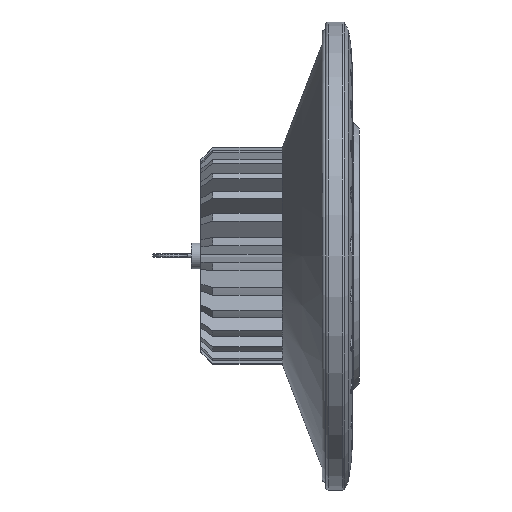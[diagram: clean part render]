
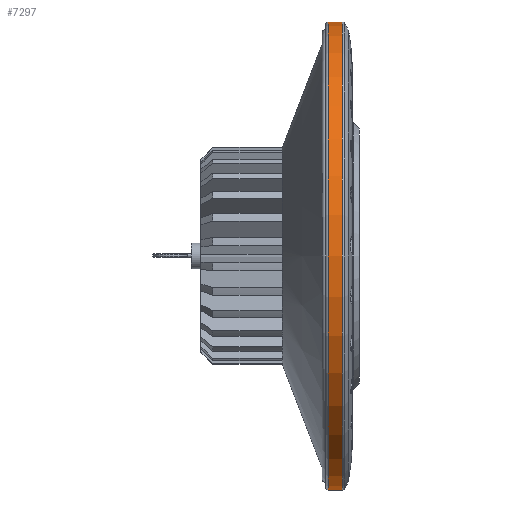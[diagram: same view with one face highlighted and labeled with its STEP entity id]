
A CAD part, left-side view. The second image highlights one B-rep face of the part: STEP entity #7297.
In plain terms, the highlighted cylindrical face has radius 195 mm (diameter 390 mm), a partial arc.
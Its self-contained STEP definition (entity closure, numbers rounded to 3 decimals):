
#612 = ORIENTED_EDGE ( 'NONE', *, *, #4209, .T. ) ;
#2615 = CIRCLE ( 'NONE', #6833, 195. ) ;
#2845 = VECTOR ( 'NONE', #16314, 1000. ) ;
#3895 = CARTESIAN_POINT ( 'NONE',  ( 0., 20., 195. ) ) ;
#4063 = CARTESIAN_POINT ( 'NONE',  ( 0., 20., -195. ) ) ;
#4209 = EDGE_CURVE ( 'NONE', #9745, #25162, #15355, .T. ) ;
#4681 = EDGE_LOOP ( 'NONE', ( #5034, #6908, #612, #12679 ) ) ;
#5034 = ORIENTED_EDGE ( 'NONE', *, *, #11022, .F. ) ;
#5190 = FACE_OUTER_BOUND ( 'NONE', #4681, .T. ) ;
#6833 = AXIS2_PLACEMENT_3D ( 'NONE', #22466, #8249, #24866 ) ;
#6838 = CARTESIAN_POINT ( 'NONE',  ( 0., 22., 195. ) ) ;
#6908 = ORIENTED_EDGE ( 'NONE', *, *, #18717, .T. ) ;
#7297 = ADVANCED_FACE ( 'NONE', ( #5190 ), #17110, .T. ) ;
#8249 = DIRECTION ( 'NONE',  ( 0., 1., 0. ) ) ;
#9745 = VERTEX_POINT ( 'NONE', #4063 ) ;
#11022 = EDGE_CURVE ( 'NONE', #17960, #13945, #28203, .T. ) ;
#11335 = AXIS2_PLACEMENT_3D ( 'NONE', #12723, #29361, #15119 ) ;
#11880 = AXIS2_PLACEMENT_3D ( 'NONE', #15235, #22296, #27081 ) ;
#12679 = ORIENTED_EDGE ( 'NONE', *, *, #29876, .T. ) ;
#12723 = CARTESIAN_POINT ( 'NONE',  ( 0., 20., 0. ) ) ;
#13200 = CIRCLE ( 'NONE', #11335, 195. ) ;
#13945 = VERTEX_POINT ( 'NONE', #15776 ) ;
#15119 = DIRECTION ( 'NONE',  ( 0., 0., 1. ) ) ;
#15235 = CARTESIAN_POINT ( 'NONE',  ( 0., 22., 0. ) ) ;
#15355 = LINE ( 'NONE', #26305, #29502 ) ;
#15776 = CARTESIAN_POINT ( 'NONE',  ( 0., 8.083, 195. ) ) ;
#16314 = DIRECTION ( 'NONE',  ( 0., -1., 0. ) ) ;
#17110 = CYLINDRICAL_SURFACE ( 'NONE', #11880, 195. ) ;
#17960 = VERTEX_POINT ( 'NONE', #3895 ) ;
#18717 = EDGE_CURVE ( 'NONE', #17960, #9745, #13200, .T. ) ;
#22296 = DIRECTION ( 'NONE',  ( 0., -1., 0. ) ) ;
#22466 = CARTESIAN_POINT ( 'NONE',  ( 0., 8.083, 0. ) ) ;
#24199 = DIRECTION ( 'NONE',  ( 0., -1., 0. ) ) ;
#24866 = DIRECTION ( 'NONE',  ( 0., 0., -1. ) ) ;
#25162 = VERTEX_POINT ( 'NONE', #26822 ) ;
#26305 = CARTESIAN_POINT ( 'NONE',  ( 0., 22., -195. ) ) ;
#26822 = CARTESIAN_POINT ( 'NONE',  ( 0., 8.083, -195. ) ) ;
#27081 = DIRECTION ( 'NONE',  ( 0., 0., -1. ) ) ;
#28203 = LINE ( 'NONE', #6838, #2845 ) ;
#29361 = DIRECTION ( 'NONE',  ( 0., -1., 0. ) ) ;
#29502 = VECTOR ( 'NONE', #24199, 1000. ) ;
#29876 = EDGE_CURVE ( 'NONE', #25162, #13945, #2615, .T. ) ;
